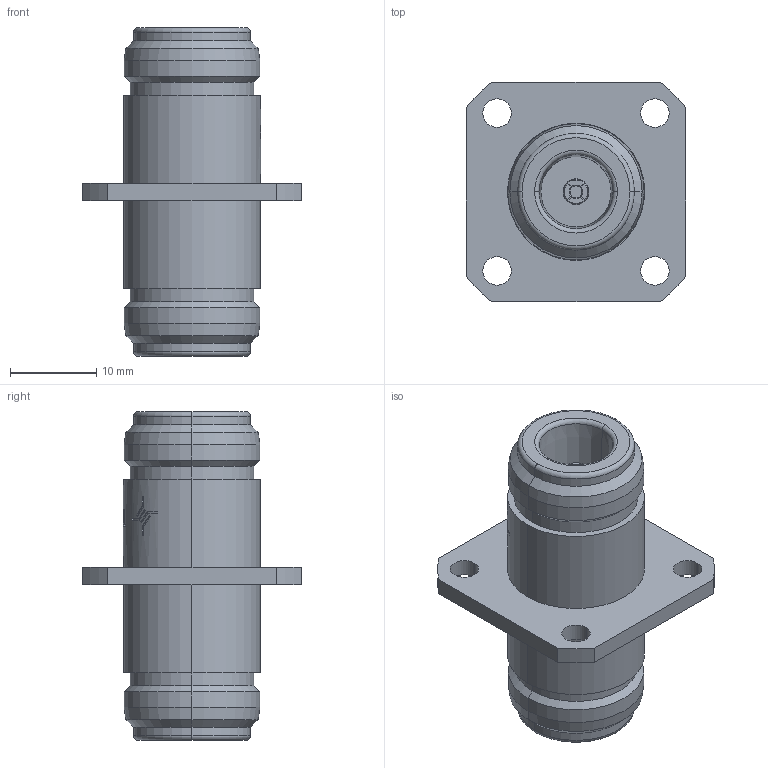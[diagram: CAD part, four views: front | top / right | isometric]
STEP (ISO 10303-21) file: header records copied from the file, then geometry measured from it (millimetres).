
FILE_DESCRIPTION (( 'STEP AP214' ), '1' );
FILE_NAME ('J01024A0005.STEP', '2013-10-28T13:52:51', ( 'Wartung1' ), ( '' ), 'SwSTEP 2.0', 'SolidWorks 2013', '' );
FILE_SCHEMA (( 'AUTOMOTIVE_DESIGN' ));
Length unit declared in the file: millimetre
Products named in the file (1): J01024A0005
Bounding box: 25.4 x 25.4 x 38 mm (x, y, z)
Volume: 7068.8 mm3; surface area: 4217.2 mm2
Topology: 1 solids, 2 shells, 354 faces, 909 edges, 594 vertices
Faces by surface type: plane 116, bspline 95, cylinder 93, cone 42, torus 8
Entity records: 22392 total; most frequent: CARTESIAN_POINT 10653, ORIENTED_EDGE 1818, DIRECTION 1316, EDGE_CURVE 909, VERTEX_POINT 594, AXIS2_PLACEMENT_3D 506, EDGE_LOOP 399, ADVANCED_FACE 354
